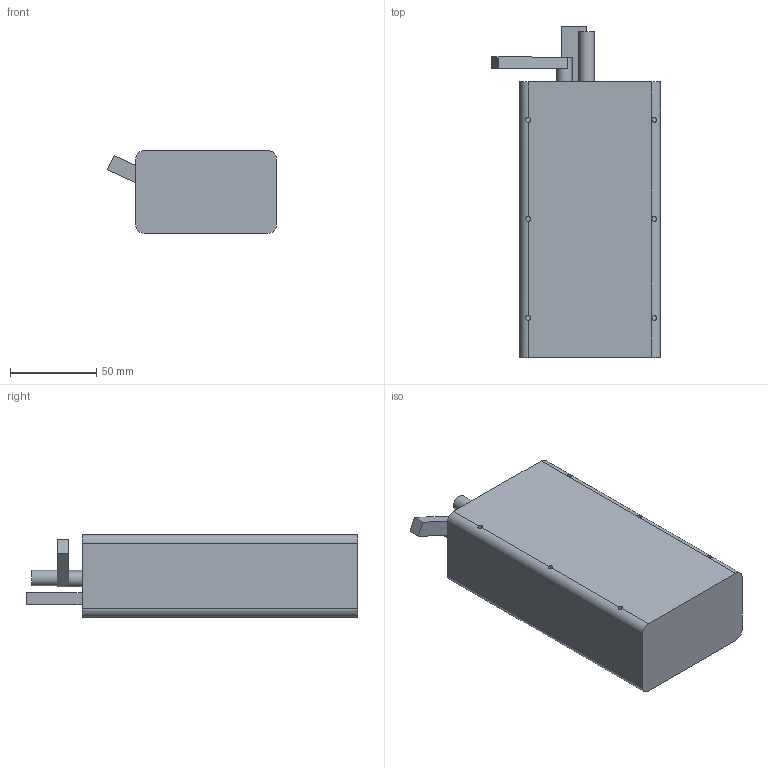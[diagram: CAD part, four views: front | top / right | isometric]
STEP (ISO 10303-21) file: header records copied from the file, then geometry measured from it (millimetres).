
FILE_DESCRIPTION(/* description */ (''),/* implementation_level */ '2;1');
FILE_NAME(/* name */ 'dde21236-0370-45be-8a49-bdab982433b3.stp',/* time_stamp */ '2025-03-22T18:46:55Z',/* author */ (''),/* organization */ (''),/* preprocessor_version */ 'ST-DEVELOPER v20.1',/* originating_system */ 'Autodesk Translation Framework v14.4.0.0',/* authorisation */ '');
FILE_SCHEMA (('AUTOMOTIVE_DESIGN { 1 0 10303 214 3 1 1 }'));
Length unit declared in the file: millimetre
Products named in the file (1): Talentcell  PB120B1
Bounding box: 98.17 x 192.3 x 47.8 mm (x, y, z)
Volume: 628471.9 mm3; surface area: 53578.4 mm2
Topology: 4 solids, 4 shells, 52 faces, 120 edges, 78 vertices
Faces by surface type: plane 40, cylinder 12
Full cylindrical faces by diameter (mm): 2.8 x3, 9 x2
Entity records: 1634 total; most frequent: CARTESIAN_POINT 407, ORIENTED_EDGE 240, DIRECTION 240, EDGE_CURVE 120, LINE 88, VECTOR 88, VERTEX_POINT 78, AXIS2_PLACEMENT_3D 76
